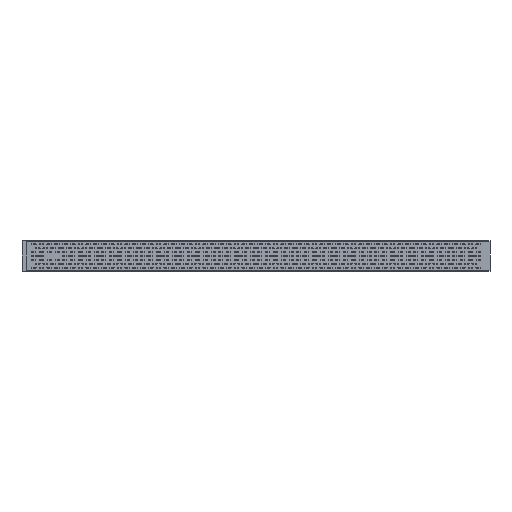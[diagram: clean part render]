
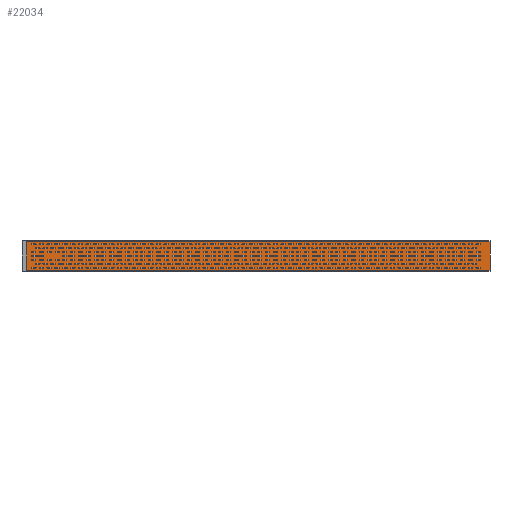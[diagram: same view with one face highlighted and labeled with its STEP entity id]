
A CAD part, top view. The second image highlights one B-rep face of the part: STEP entity #22034.
In plain terms, the highlighted planar face has unit normal (0, 0, 1).
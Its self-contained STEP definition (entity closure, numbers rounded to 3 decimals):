
#3014=FACE_OUTER_BOUND('',#4055,.T.);
#4055=EDGE_LOOP('',(#17042,#17043,#17044,#17045));
#5147=LINE('',#36287,#7133);
#5148=LINE('',#36300,#7134);
#5150=LINE('',#36315,#7136);
#5151=LINE('',#36316,#7137);
#7133=VECTOR('',#28223,1.);
#7134=VECTOR('',#28228,1.);
#7136=VECTOR('',#28234,1.);
#7137=VECTOR('',#28235,1.);
#9160=VERTEX_POINT('',#36277);
#9161=VERTEX_POINT('',#36286);
#9163=VERTEX_POINT('',#36299);
#9166=VERTEX_POINT('',#36314);
#13068=EDGE_CURVE('',#9160,#9161,#5147,.T.);
#13071=EDGE_CURVE('',#9161,#9163,#5148,.T.);
#13075=EDGE_CURVE('',#9160,#9166,#5150,.T.);
#13076=EDGE_CURVE('',#9166,#9163,#5151,.F.);
#17042=ORIENTED_EDGE('',*,*,#13068,.F.);
#17043=ORIENTED_EDGE('',*,*,#13075,.T.);
#17044=ORIENTED_EDGE('',*,*,#13076,.T.);
#17045=ORIENTED_EDGE('',*,*,#13071,.F.);
#21012=PLANE('',#25086);
#22034=ADVANCED_FACE('',(#3014),#21012,.T.);
#25086=AXIS2_PLACEMENT_3D('',#36313,#28232,#28233);
#28223=DIRECTION('',(0.,1.,0.));
#28228=DIRECTION('',(1.,0.,0.));
#28232=DIRECTION('center_axis',(0.,0.,1.));
#28233=DIRECTION('ref_axis',(1.,0.,0.));
#28234=DIRECTION('',(1.,0.,0.));
#28235=DIRECTION('',(0.,-1.,0.));
#36277=CARTESIAN_POINT('',(89.523,35.961,-37.9));
#36286=CARTESIAN_POINT('',(89.523,230.761,-37.9));
#36287=CARTESIAN_POINT('',(89.523,84.661,-37.9));
#36299=CARTESIAN_POINT('',(3087.923,230.761,-37.9));
#36300=CARTESIAN_POINT('',(1587.923,230.761,-37.9));
#36313=CARTESIAN_POINT('Origin',(1572.923,133.361,-37.9));
#36314=CARTESIAN_POINT('',(3087.923,35.961,-37.9));
#36315=CARTESIAN_POINT('',(1587.923,35.961,-37.9));
#36316=CARTESIAN_POINT('',(3087.923,133.361,-37.9));
